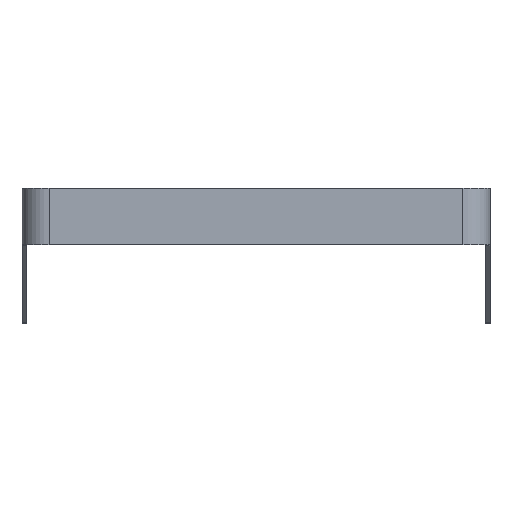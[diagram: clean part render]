
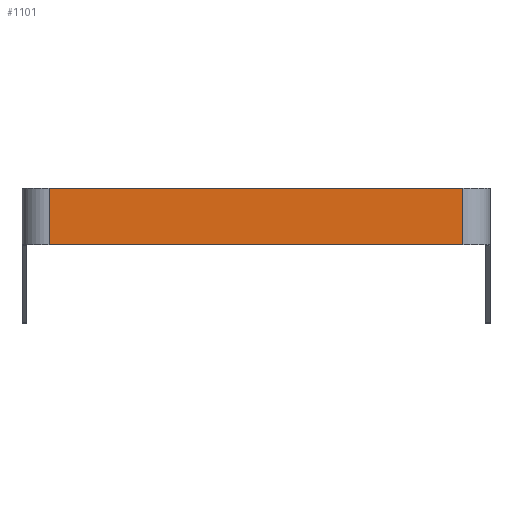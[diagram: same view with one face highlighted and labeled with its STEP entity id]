
A CAD part, left-side view. The second image highlights one B-rep face of the part: STEP entity #1101.
In plain terms, the highlighted planar face has unit normal (-1, 0, 0).
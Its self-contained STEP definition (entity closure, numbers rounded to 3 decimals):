
#374 = VERTEX_POINT('',#375);
#375 = CARTESIAN_POINT('',(-90.46,45.75,
    17.5));
#382 = EDGE_CURVE('',#374,#383,#385,.T.);
#383 = VERTEX_POINT('',#384);
#384 = CARTESIAN_POINT('',(-90.46,-45.75,17.5));
#385 = LINE('',#386,#387);
#386 = CARTESIAN_POINT('',(-90.46,51.75,17.5));
#387 = VECTOR('',#388,1.);
#388 = DIRECTION('',(0.,-1.,0.));
#461 = VERTEX_POINT('',#462);
#462 = CARTESIAN_POINT('',(-90.46,45.75,30.));
#469 = EDGE_CURVE('',#374,#461,#470,.T.);
#470 = LINE('',#471,#472);
#471 = CARTESIAN_POINT('',(-90.46,45.75,0.));
#472 = VECTOR('',#473,1.);
#473 = DIRECTION('',(0.,0.,1.));
#484 = EDGE_CURVE('',#461,#485,#487,.T.);
#485 = VERTEX_POINT('',#486);
#486 = CARTESIAN_POINT('',(-90.46,-45.75,30.));
#487 = LINE('',#488,#489);
#488 = CARTESIAN_POINT('',(-90.46,45.75,30.));
#489 = VECTOR('',#490,1.);
#490 = DIRECTION('',(0.,-1.,0.));
#1089 = EDGE_CURVE('',#383,#485,#1090,.T.);
#1090 = LINE('',#1091,#1092);
#1091 = CARTESIAN_POINT('',(-90.46,-45.75,0.));
#1092 = VECTOR('',#1093,1.);
#1093 = DIRECTION('',(0.,0.,1.));
#1101 = ADVANCED_FACE('',(#1102),#1108,.F.);
#1102 = FACE_BOUND('',#1103,.F.);
#1103 = EDGE_LOOP('',(#1104,#1105,#1106,#1107));
#1104 = ORIENTED_EDGE('',*,*,#469,.T.);
#1105 = ORIENTED_EDGE('',*,*,#484,.T.);
#1106 = ORIENTED_EDGE('',*,*,#1089,.F.);
#1107 = ORIENTED_EDGE('',*,*,#382,.F.);
#1108 = PLANE('',#1109);
#1109 = AXIS2_PLACEMENT_3D('',#1110,#1111,#1112);
#1110 = CARTESIAN_POINT('',(-90.46,51.75,30.));
#1111 = DIRECTION('',(1.,0.,0.));
#1112 = DIRECTION('',(0.,0.,-1.));
